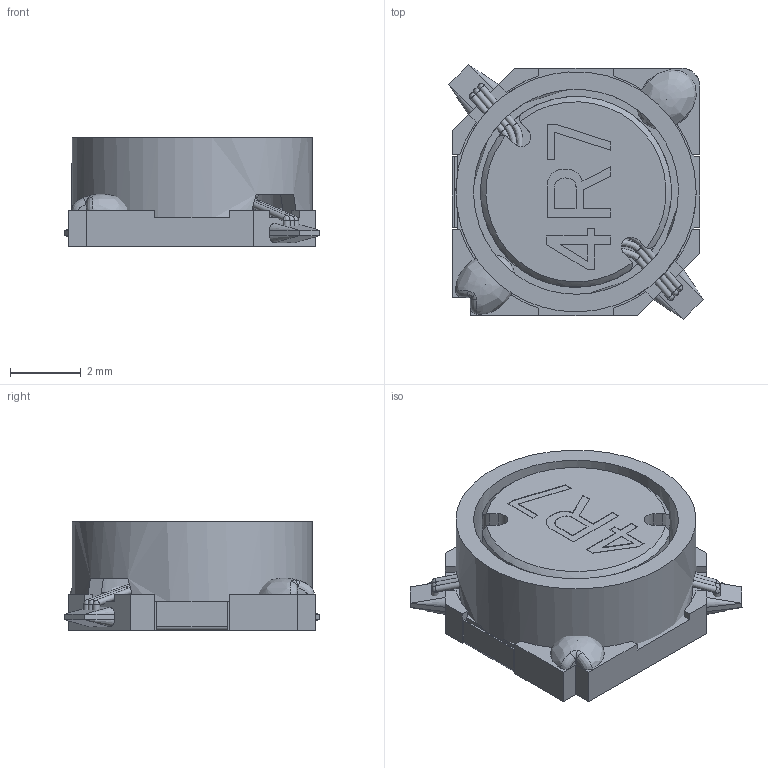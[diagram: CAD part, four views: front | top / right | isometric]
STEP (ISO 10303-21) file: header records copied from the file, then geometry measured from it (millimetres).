
FILE_DESCRIPTION( ('This file contains a STEP AP42 implementation' ,'as created by ZW3D STEP Interface translator.') ,'2;1' );
FILE_NAME( 'SS7032-L.stp' ,'21 8 4.175230', (''), ('ZWCAD Software Co.'), 'Version 1.0', 'ZW3D to STEP translator', '' );
FILE_SCHEMA( ('CONFIG_CONTROL_DESIGN') );
Length unit declared in the file: millimetre
Products named in the file (1): 0
Bounding box: 7.21 x 7.21 x 3.07 mm (x, y, z)
Volume: 90.8 mm3; surface area: 437.4 mm2
Topology: 16 solids, 18 shells, 239 faces, 595 edges, 385 vertices
Faces by surface type: bspline 239
Entity records: 40668 total; most frequent: CARTESIAN_POINT 37138, ORIENTED_EDGE 1144, EDGE_CURVE 584, B_SPLINE_CURVE_WITH_KNOTS 467, VERTEX_POINT 385, EDGE_LOOP 249, FACE_OUTER_BOUND 239, ADVANCED_FACE 239
